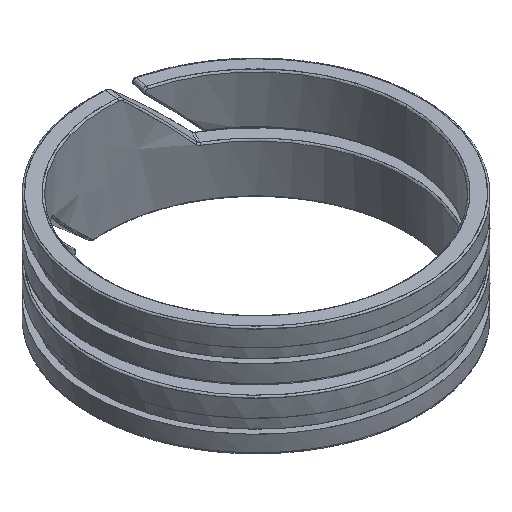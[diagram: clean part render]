
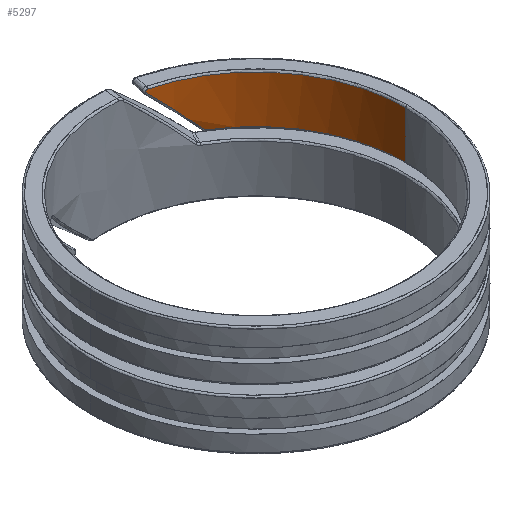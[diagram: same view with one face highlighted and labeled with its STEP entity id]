
A CAD part, isometric view. The second image highlights one B-rep face of the part: STEP entity #5297.
In plain terms, the highlighted free-form (B-spline) face has degree [2, 1] with [3, 2] control points.
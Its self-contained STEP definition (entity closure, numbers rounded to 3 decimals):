
#5297 = ADVANCED_FACE('',(#5298),#5407,.T.);
#5298 = FACE_BOUND('',#5299,.T.);
#5299 = EDGE_LOOP('',(#5300,#5310,#5317,#5325,#5334,#5343,#5352,#5361,
    #5371,#5381,#5391,#5400));
#5300 = ORIENTED_EDGE('',*,*,#5301,.F.);
#5301 = EDGE_CURVE('',#5302,#5304,#5306,.T.);
#5302 = VERTEX_POINT('',#5303);
#5303 = CARTESIAN_POINT('',(8.131,0.,0.342));
#5304 = VERTEX_POINT('',#5305);
#5305 = CARTESIAN_POINT('',(4.217,6.952,0.342
    ));
#5306 = ( BOUNDED_CURVE() B_SPLINE_CURVE(2,(#5307,#5308,#5309),
.UNSPECIFIED.,.F.,.F.) B_SPLINE_CURVE_WITH_KNOTS((3,3),(0.,1.026)
,.PIECEWISE_BEZIER_KNOTS.) CURVE() GEOMETRIC_REPRESENTATION_ITEM() 
RATIONAL_B_SPLINE_CURVE((1.,0.871,1.)) REPRESENTATION_ITEM('') 
  );
#5307 = CARTESIAN_POINT('',(8.131,0.,0.342));
#5308 = CARTESIAN_POINT('',(8.131,4.578,0.342)
  );
#5309 = CARTESIAN_POINT('',(4.217,6.952,0.342
    ));
#5310 = ORIENTED_EDGE('',*,*,#5311,.F.);
#5311 = EDGE_CURVE('',#5312,#5302,#5314,.T.);
#5312 = VERTEX_POINT('',#5313);
#5313 = CARTESIAN_POINT('',(8.131,0.,
    2.91));
#5314 = B_SPLINE_CURVE_WITH_KNOTS('',1,(#5315,#5316),.UNSPECIFIED.,.F.,
  .F.,(2,2),(0.,3.),.PIECEWISE_BEZIER_KNOTS.);
#5315 = CARTESIAN_POINT('',(8.131,0.,2.91));
#5316 = CARTESIAN_POINT('',(8.131,0.,0.342));
#5317 = ORIENTED_EDGE('',*,*,#5318,.F.);
#5318 = EDGE_CURVE('',#5319,#5312,#5321,.T.);
#5319 = VERTEX_POINT('',#5320);
#5320 = CARTESIAN_POINT('',(1.983,7.885,2.91
    ));
#5321 = ( BOUNDED_CURVE() B_SPLINE_CURVE(2,(#5322,#5323,#5324),
.UNSPECIFIED.,.F.,.F.) B_SPLINE_CURVE_WITH_KNOTS((3,3),(
0.,1.324),.PIECEWISE_BEZIER_KNOTS.) CURVE() 
GEOMETRIC_REPRESENTATION_ITEM() RATIONAL_B_SPLINE_CURVE((1.,
0.789,1.)) REPRESENTATION_ITEM('') );
#5322 = CARTESIAN_POINT('',(1.983,7.885,2.91)
  );
#5323 = CARTESIAN_POINT('',(8.131,6.339,2.91
    ));
#5324 = CARTESIAN_POINT('',(8.131,0.,
    2.91));
#5325 = ORIENTED_EDGE('',*,*,#5326,.F.);
#5326 = EDGE_CURVE('',#5327,#5319,#5329,.T.);
#5327 = VERTEX_POINT('',#5328);
#5328 = CARTESIAN_POINT('',(1.937,7.897,2.895)
  );
#5329 = B_SPLINE_CURVE_WITH_KNOTS('',3,(#5330,#5331,#5332,#5333),
  .UNSPECIFIED.,.F.,.F.,(4,4),(0.75,1.),.PIECEWISE_BEZIER_KNOTS.);
#5330 = CARTESIAN_POINT('',(1.937,7.897,2.895)
  );
#5331 = CARTESIAN_POINT('',(1.951,7.893,2.905
    ));
#5332 = CARTESIAN_POINT('',(1.966,7.89,2.91)
  );
#5333 = CARTESIAN_POINT('',(1.983,7.885,2.91
    ));
#5334 = ORIENTED_EDGE('',*,*,#5335,.F.);
#5335 = EDGE_CURVE('',#5336,#5327,#5338,.T.);
#5336 = VERTEX_POINT('',#5337);
#5337 = CARTESIAN_POINT('',(1.907,7.904,2.856
    ));
#5338 = B_SPLINE_CURVE_WITH_KNOTS('',3,(#5339,#5340,#5341,#5342),
  .UNSPECIFIED.,.F.,.F.,(4,4),(0.5,0.75),.PIECEWISE_BEZIER_KNOTS.);
#5339 = CARTESIAN_POINT('',(1.907,7.904,2.856
    ));
#5340 = CARTESIAN_POINT('',(1.913,7.903,2.872)
  );
#5341 = CARTESIAN_POINT('',(1.923,7.9,2.885
    ));
#5342 = CARTESIAN_POINT('',(1.937,7.897,2.895)
  );
#5343 = ORIENTED_EDGE('',*,*,#5344,.F.);
#5344 = EDGE_CURVE('',#5345,#5336,#5347,.T.);
#5345 = VERTEX_POINT('',#5346);
#5346 = CARTESIAN_POINT('',(1.903,7.905,2.806
    ));
#5347 = B_SPLINE_CURVE_WITH_KNOTS('',3,(#5348,#5349,#5350,#5351),
  .UNSPECIFIED.,.F.,.F.,(4,4),(0.25,0.5),.PIECEWISE_BEZIER_KNOTS.);
#5348 = CARTESIAN_POINT('',(1.903,7.905,2.806
    ));
#5349 = CARTESIAN_POINT('',(1.899,7.906,2.823
    ));
#5350 = CARTESIAN_POINT('',(1.901,7.906,2.84
    ));
#5351 = CARTESIAN_POINT('',(1.907,7.904,2.856
    ));
#5352 = ORIENTED_EDGE('',*,*,#5353,.F.);
#5353 = EDGE_CURVE('',#5354,#5345,#5356,.T.);
#5354 = VERTEX_POINT('',#5355);
#5355 = CARTESIAN_POINT('',(1.927,7.899,2.762)
  );
#5356 = B_SPLINE_CURVE_WITH_KNOTS('',3,(#5357,#5358,#5359,#5360),
  .UNSPECIFIED.,.F.,.F.,(4,4),(0.,0.25),.PIECEWISE_BEZIER_KNOTS.);
#5357 = CARTESIAN_POINT('',(1.927,7.899,2.762)
  );
#5358 = CARTESIAN_POINT('',(1.914,7.902,2.774
    ));
#5359 = CARTESIAN_POINT('',(1.906,7.904,2.789
    ));
#5360 = CARTESIAN_POINT('',(1.903,7.905,2.806
    ));
#5361 = ORIENTED_EDGE('',*,*,#5362,.F.);
#5362 = EDGE_CURVE('',#5363,#5354,#5365,.T.);
#5363 = VERTEX_POINT('',#5364);
#5364 = CARTESIAN_POINT('',(3.086,7.522,1.571
    ));
#5365 = B_SPLINE_CURVE_WITH_KNOTS('',4,(#5366,#5367,#5368,#5369,#5370),
  .UNSPECIFIED.,.F.,.F.,(5,5),(0.5,1.),.PIECEWISE_BEZIER_KNOTS.);
#5366 = CARTESIAN_POINT('',(3.086,7.522,1.571
    ));
#5367 = CARTESIAN_POINT('',(2.772,7.651,1.908
    ));
#5368 = CARTESIAN_POINT('',(2.472,7.754,2.218
    ));
#5369 = CARTESIAN_POINT('',(2.189,7.835,2.503
    ));
#5370 = CARTESIAN_POINT('',(1.927,7.899,2.762)
  );
#5371 = ORIENTED_EDGE('',*,*,#5372,.F.);
#5372 = EDGE_CURVE('',#5373,#5363,#5375,.T.);
#5373 = VERTEX_POINT('',#5374);
#5374 = CARTESIAN_POINT('',(3.636,7.273,0.971)
  );
#5375 = B_SPLINE_CURVE_WITH_KNOTS('',4,(#5376,#5377,#5378,#5379,#5380),
  .UNSPECIFIED.,.F.,.F.,(5,5),(0.25,0.5),.PIECEWISE_BEZIER_KNOTS.);
#5376 = CARTESIAN_POINT('',(3.636,7.273,0.971)
  );
#5377 = CARTESIAN_POINT('',(3.485,7.348,1.139)
  );
#5378 = CARTESIAN_POINT('',(3.343,7.414,1.295)
  );
#5379 = CARTESIAN_POINT('',(3.21,7.472,1.439)
  );
#5380 = CARTESIAN_POINT('',(3.086,7.522,1.571
    ));
#5381 = ORIENTED_EDGE('',*,*,#5382,.F.);
#5382 = EDGE_CURVE('',#5383,#5373,#5385,.T.);
#5383 = VERTEX_POINT('',#5384);
#5384 = CARTESIAN_POINT('',(4.166,6.983,0.367
    ));
#5385 = B_SPLINE_CURVE_WITH_KNOTS('',4,(#5386,#5387,#5388,#5389,#5390),
  .UNSPECIFIED.,.F.,.F.,(5,5),(0.,0.25),.PIECEWISE_BEZIER_KNOTS.);
#5386 = CARTESIAN_POINT('',(4.166,6.983,0.367
    ));
#5387 = CARTESIAN_POINT('',(3.983,7.092,0.58
    ));
#5388 = CARTESIAN_POINT('',(3.832,7.173,0.752
    ));
#5389 = CARTESIAN_POINT('',(3.716,7.233,0.882
    ));
#5390 = CARTESIAN_POINT('',(3.636,7.273,0.971)
  );
#5391 = ORIENTED_EDGE('',*,*,#5392,.F.);
#5392 = EDGE_CURVE('',#5393,#5383,#5395,.T.);
#5393 = VERTEX_POINT('',#5394);
#5394 = CARTESIAN_POINT('',(4.189,6.969,0.349)
  );
#5395 = B_SPLINE_CURVE_WITH_KNOTS('',3,(#5396,#5397,#5398,#5399),
  .UNSPECIFIED.,.F.,.F.,(4,4),(0.5,1.),.PIECEWISE_BEZIER_KNOTS.);
#5396 = CARTESIAN_POINT('',(4.189,6.969,0.349)
  );
#5397 = CARTESIAN_POINT('',(4.181,6.974,0.353
    ));
#5398 = CARTESIAN_POINT('',(4.173,6.979,0.359
    ));
#5399 = CARTESIAN_POINT('',(4.166,6.983,0.367
    ));
#5400 = ORIENTED_EDGE('',*,*,#5401,.F.);
#5401 = EDGE_CURVE('',#5304,#5393,#5402,.T.);
#5402 = B_SPLINE_CURVE_WITH_KNOTS('',3,(#5403,#5404,#5405,#5406),
  .UNSPECIFIED.,.F.,.F.,(4,4),(0.,0.5),.PIECEWISE_BEZIER_KNOTS.);
#5403 = CARTESIAN_POINT('',(4.217,6.952,0.342
    ));
#5404 = CARTESIAN_POINT('',(4.207,6.958,0.342)
  );
#5405 = CARTESIAN_POINT('',(4.198,6.963,0.344)
  );
#5406 = CARTESIAN_POINT('',(4.189,6.969,0.349)
  );
#5407 = ( BOUNDED_SURFACE() B_SPLINE_SURFACE(2,1,(
    (#5408,#5409)
    ,(#5410,#5411)
    ,(#5412,#5413
)),.UNSPECIFIED.,.F.,.F.,.F.) B_SPLINE_SURFACE_WITH_KNOTS((3,3),(2,2),(
    4.948,6.283),(0.,3.),.PIECEWISE_BEZIER_KNOTS.) 
GEOMETRIC_REPRESENTATION_ITEM() RATIONAL_B_SPLINE_SURFACE((
    (1.,1.)
    ,(0.785,0.785)
,(1.,1.))) REPRESENTATION_ITEM('') SURFACE() );
#5408 = CARTESIAN_POINT('',(1.897,7.906,0.342
    ));
#5409 = CARTESIAN_POINT('',(1.897,7.906,2.91
    ));
#5410 = CARTESIAN_POINT('',(8.131,6.411,0.342
    ));
#5411 = CARTESIAN_POINT('',(8.131,6.411,2.91
    ));
#5412 = CARTESIAN_POINT('',(8.131,0.,
    0.342));
#5413 = CARTESIAN_POINT('',(8.131,0.,
    2.91));
